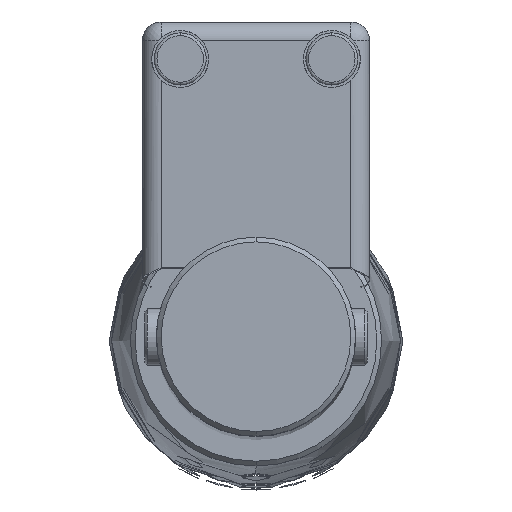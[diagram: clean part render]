
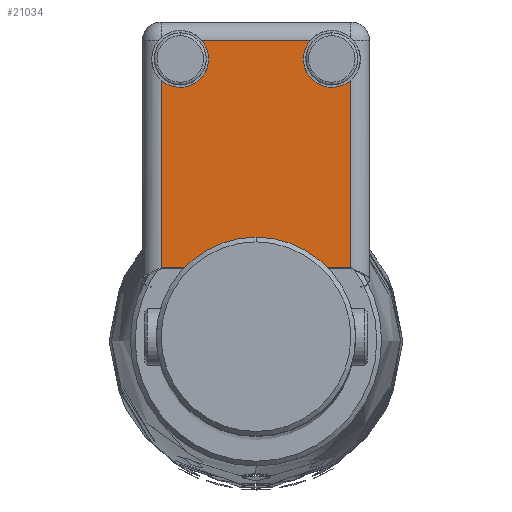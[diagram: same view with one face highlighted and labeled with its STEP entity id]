
A CAD part, top view. The second image highlights one B-rep face of the part: STEP entity #21034.
In plain terms, the highlighted planar face has unit normal (0, 0, 1).
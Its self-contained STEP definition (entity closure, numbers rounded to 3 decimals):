
#20328=DIRECTION('',(-1.,0.,0.));
#20329=VECTOR('',#20328,2.662);
#20330=CARTESIAN_POINT('',(10.,7.51,-97.5));
#20331=LINE('',#20330,#20329);
#20332=CARTESIAN_POINT('',(0.,0.,-97.5));
#20333=DIRECTION('',(0.,0.,1.));
#20334=DIRECTION('',(0.699,0.715,0.));
#20335=AXIS2_PLACEMENT_3D('',#20332,#20333,#20334);
#20337=DIRECTION('',(-1.,0.,0.));
#20338=VECTOR('',#20337,2.662);
#20339=CARTESIAN_POINT('',(-7.338,7.51,-97.5));
#20340=LINE('',#20339,#20338);
#20341=DIRECTION('',(0.,-1.,0.));
#20342=VECTOR('',#20341,19.754);
#20343=CARTESIAN_POINT('',(-10.,27.264,-97.5));
#20344=LINE('',#20343,#20342);
#20345=CARTESIAN_POINT('',(-8.,29.5,-97.5));
#20346=DIRECTION('',(0.,0.,1.));
#20347=DIRECTION('',(-0.667,-0.745,0.));
#20348=AXIS2_PLACEMENT_3D('',#20345,#20346,#20347);
#20350=CARTESIAN_POINT('',(-8.,29.5,-97.5));
#20351=DIRECTION('',(0.,0.,1.));
#20352=DIRECTION('',(1.,0.,0.));
#20353=AXIS2_PLACEMENT_3D('',#20350,#20351,#20352);
#20355=DIRECTION('',(-1.,0.,0.));
#20356=VECTOR('',#20355,11.357);
#20357=CARTESIAN_POINT('',(5.678,31.4,-97.5));
#20358=LINE('',#20357,#20356);
#20359=CARTESIAN_POINT('',(8.,29.5,-97.5));
#20360=DIRECTION('',(0.,0.,1.));
#20361=DIRECTION('',(-0.774,0.633,0.));
#20362=AXIS2_PLACEMENT_3D('',#20359,#20360,#20361);
#20364=CARTESIAN_POINT('',(8.,29.5,-97.5));
#20365=DIRECTION('',(0.,0.,1.));
#20366=DIRECTION('',(-1.,0.,0.));
#20367=AXIS2_PLACEMENT_3D('',#20364,#20365,#20366);
#20369=DIRECTION('',(0.,1.,0.));
#20370=VECTOR('',#20369,19.754);
#20371=CARTESIAN_POINT('',(10.,7.51,-97.5));
#20372=LINE('',#20371,#20370);
#20637=CARTESIAN_POINT('',(-10.,27.264,-97.5));
#20671=CARTESIAN_POINT('',(5.678,31.4,-97.5));
#20696=CARTESIAN_POINT('',(10.,27.264,-97.5));
#20930=CARTESIAN_POINT('',(7.338,7.51,-97.5));
#20931=CARTESIAN_POINT('',(10.,7.51,-97.5));
#20932=VERTEX_POINT('',#20930);
#20933=VERTEX_POINT('',#20931);
#20935=VERTEX_POINT('',#20696);
#20941=VERTEX_POINT('',#20671);
#20943=CARTESIAN_POINT('',(-5.678,31.4,-97.5));
#20944=VERTEX_POINT('',#20943);
#20952=VERTEX_POINT('',#20637);
#20953=CARTESIAN_POINT('',(-10.,7.51,-97.5));
#20954=VERTEX_POINT('',#20953);
#20959=CARTESIAN_POINT('',(-7.338,7.51,-97.5));
#20960=VERTEX_POINT('',#20959);
#21003=CARTESIAN_POINT('',(-5.,29.5,-97.5));
#21004=VERTEX_POINT('',#21003);
#21005=CARTESIAN_POINT('',(5.,29.5,-97.5));
#21006=VERTEX_POINT('',#21005);
#21007=CARTESIAN_POINT('',(0.,19.455,-97.5));
#21008=DIRECTION('',(0.,0.,-1.));
#21009=DIRECTION('',(0.,-1.,0.));
#21010=AXIS2_PLACEMENT_3D('',#21007,#21008,#21009);
#21011=PLANE('',#21010);
#21013=ORIENTED_EDGE('',*,*,#21012,.T.);
#21015=ORIENTED_EDGE('',*,*,#21014,.T.);
#21017=ORIENTED_EDGE('',*,*,#21016,.T.);
#21019=ORIENTED_EDGE('',*,*,#21018,.F.);
#21021=ORIENTED_EDGE('',*,*,#21020,.T.);
#21023=ORIENTED_EDGE('',*,*,#21022,.T.);
#21025=ORIENTED_EDGE('',*,*,#21024,.F.);
#21027=ORIENTED_EDGE('',*,*,#21026,.T.);
#21029=ORIENTED_EDGE('',*,*,#21028,.T.);
#21031=ORIENTED_EDGE('',*,*,#21030,.F.);
#21032=EDGE_LOOP('',(#21013,#21015,#21017,#21019,#21021,#21023,#21025,#21027,
#21029,#21031));
#21033=FACE_OUTER_BOUND('',#21032,.F.);
#21034=ADVANCED_FACE('',(#21033),#21011,.F.);
#20336=CIRCLE('',#20335,10.5);
#20349=CIRCLE('',#20348,3.);
#20354=CIRCLE('',#20353,3.);
#20363=CIRCLE('',#20362,3.);
#20368=CIRCLE('',#20367,3.);
#21012=EDGE_CURVE('',#20933,#20932,#20331,.T.);
#21014=EDGE_CURVE('',#20932,#20960,#20336,.T.);
#21016=EDGE_CURVE('',#20960,#20954,#20340,.T.);
#21018=EDGE_CURVE('',#20952,#20954,#20344,.T.);
#21020=EDGE_CURVE('',#20952,#21004,#20349,.T.);
#21022=EDGE_CURVE('',#21004,#20944,#20354,.T.);
#21024=EDGE_CURVE('',#20941,#20944,#20358,.T.);
#21026=EDGE_CURVE('',#20941,#21006,#20363,.T.);
#21028=EDGE_CURVE('',#21006,#20935,#20368,.T.);
#21030=EDGE_CURVE('',#20933,#20935,#20372,.T.);
